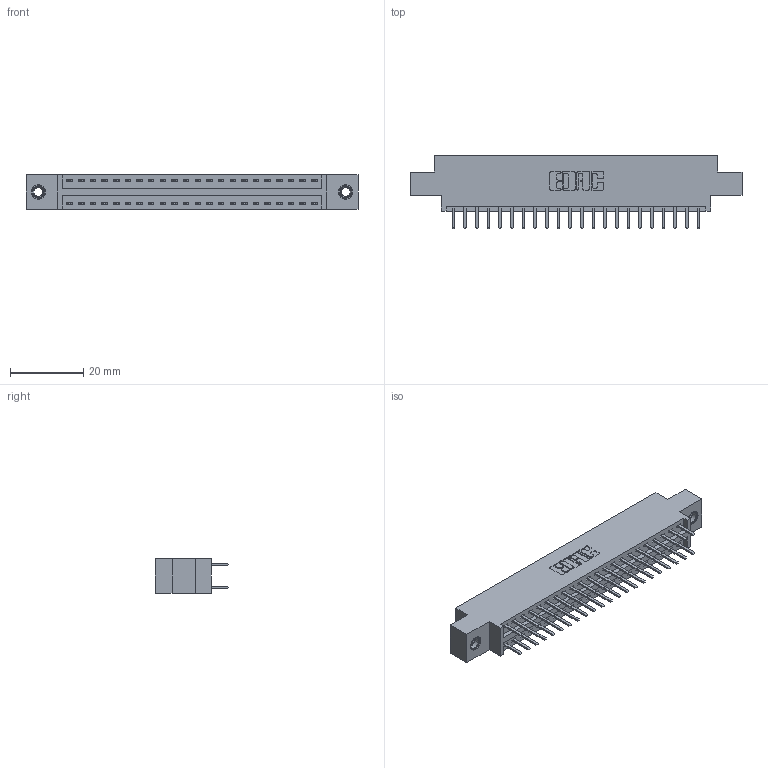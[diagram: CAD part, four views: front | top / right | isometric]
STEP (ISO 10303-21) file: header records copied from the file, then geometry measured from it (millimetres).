
FILE_DESCRIPTION (( 'STEP AP203' ), '1' );
FILE_NAME ('396-044-520-807.STEP', '2019-11-02T06:15:59', ( '' ), ( '' ), 'SwSTEP 2.0', 'SolidWorks 2016', '' );
FILE_SCHEMA (( 'CONFIG_CONTROL_DESIGN' ));
Length unit declared in the file: inch
Products named in the file (4): 346 Part_0.170 Offset - 0.156 Dia-TI; 345-292-001_345-293-120; 345-250-001_345-250-005-103; 396-044-520-807
Assembly tree (47 placements, depth 2):
  396-044-520-807
    346 Part_0.170 Offset - 0.156 Dia-TI
    345-292-001_345-293-120  x44
    345-250-001_345-250-005-103  x2
Bounding box: 90.42 x 20.02 x 9.4 mm (x, y, z)
Volume: 8474.7 mm3; surface area: 11502.7 mm2
Topology: 47 solids, 47 shells, 2650 faces, 7649 edges, 4974 vertices
Faces by surface type: plane 1740, cylinder 894, cone 12, torus 4
Entity records: 18482 total; most frequent: CARTESIAN_POINT 3071, ORIENTED_EDGE 2986, DIRECTION 2771, EDGE_CURVE 1493, LINE 1249, VECTOR 1249, VERTEX_POINT 988, AXIS2_PLACEMENT_3D 761
